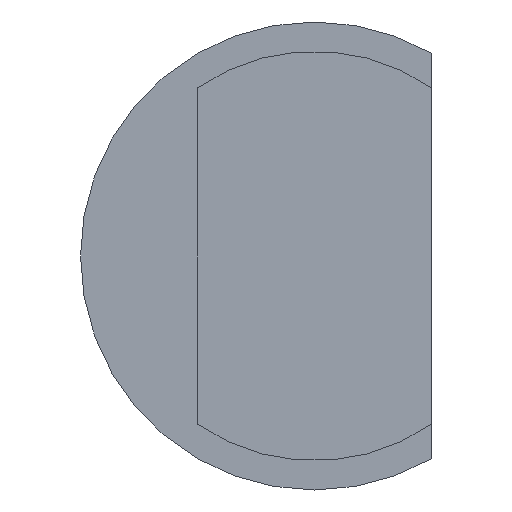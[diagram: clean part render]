
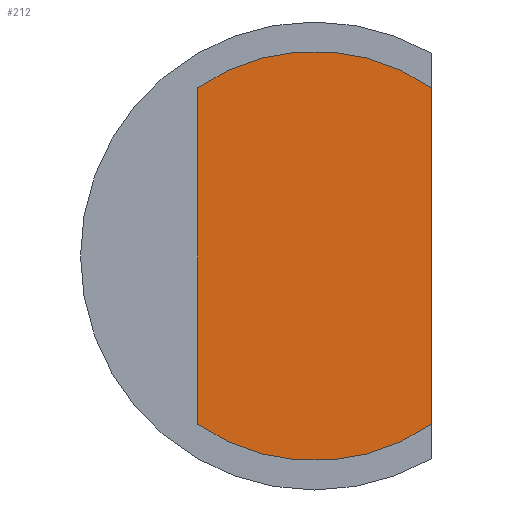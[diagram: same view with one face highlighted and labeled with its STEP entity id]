
A CAD part, front view. The second image highlights one B-rep face of the part: STEP entity #212.
In plain terms, the highlighted planar face has unit normal (0, -1, 0).
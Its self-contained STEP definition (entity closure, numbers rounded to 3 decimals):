
#21=FACE_OUTER_BOUND('',#33,.T.);
#33=EDGE_LOOP('',(#148,#149,#150,#151));
#46=CIRCLE('',#241,1.75);
#47=CIRCLE('',#242,1.75);
#56=LINE('',#340,#76);
#57=LINE('',#343,#77);
#76=VECTOR('',#273,10.);
#77=VECTOR('',#276,10.);
#98=VERTEX_POINT('',#336);
#99=VERTEX_POINT('',#337);
#100=VERTEX_POINT('',#339);
#101=VERTEX_POINT('',#341);
#118=EDGE_CURVE('',#98,#99,#46,.T.);
#119=EDGE_CURVE('',#99,#100,#56,.T.);
#120=EDGE_CURVE('',#100,#101,#47,.T.);
#121=EDGE_CURVE('',#101,#98,#57,.T.);
#148=ORIENTED_EDGE('',*,*,#118,.T.);
#149=ORIENTED_EDGE('',*,*,#119,.T.);
#150=ORIENTED_EDGE('',*,*,#120,.T.);
#151=ORIENTED_EDGE('',*,*,#121,.T.);
#205=PLANE('',#240);
#212=ADVANCED_FACE('',(#21),#205,.F.);
#240=AXIS2_PLACEMENT_3D('',#335,#269,#270);
#241=AXIS2_PLACEMENT_3D('',#338,#271,#272);
#242=AXIS2_PLACEMENT_3D('',#342,#274,#275);
#269=DIRECTION('center_axis',(0.,1.,0.));
#270=DIRECTION('ref_axis',(-1.,0.,0.));
#271=DIRECTION('center_axis',(0.,-1.,0.));
#272=DIRECTION('ref_axis',(0.571,0.,0.821));
#273=DIRECTION('',(0.,0.,-1.));
#274=DIRECTION('center_axis',(0.,-1.,0.));
#275=DIRECTION('ref_axis',(-0.571,0.,-0.821));
#276=DIRECTION('',(0.,0.,1.));
#335=CARTESIAN_POINT('Origin',(9.75,-29.5,0.));
#336=CARTESIAN_POINT('',(10.75,-29.5,1.436));
#337=CARTESIAN_POINT('',(8.75,-29.5,1.436));
#338=CARTESIAN_POINT('Origin',(9.75,-29.5,0.));
#339=CARTESIAN_POINT('',(8.75,-29.5,-1.436));
#340=CARTESIAN_POINT('',(8.75,-29.5,0.718));
#341=CARTESIAN_POINT('',(10.75,-29.5,-1.436));
#342=CARTESIAN_POINT('Origin',(9.75,-29.5,0.));
#343=CARTESIAN_POINT('',(10.75,-29.5,0.866));
